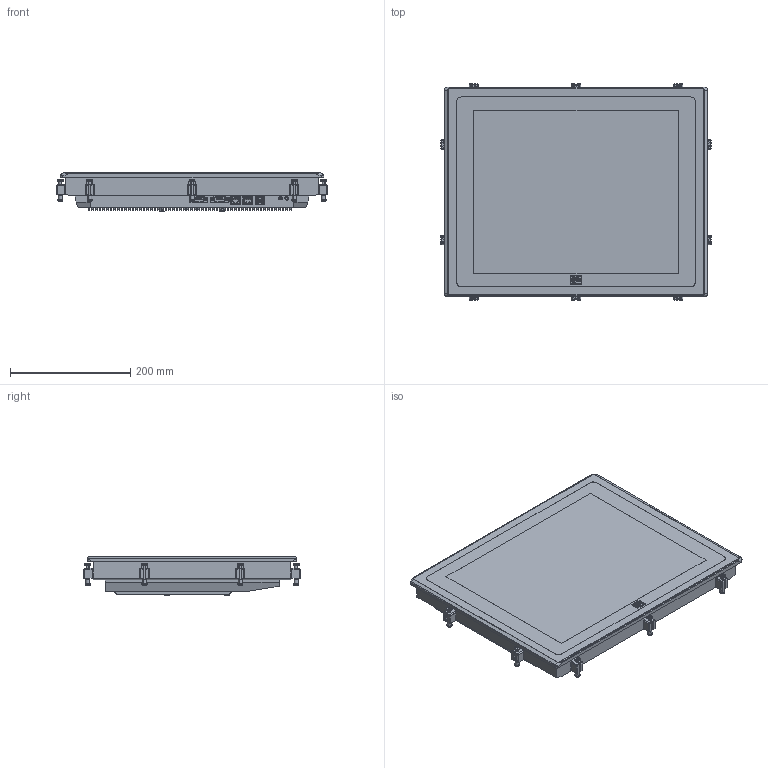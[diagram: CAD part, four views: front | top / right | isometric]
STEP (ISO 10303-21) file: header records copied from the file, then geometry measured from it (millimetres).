
FILE_DESCRIPTION (( 'STEP AP214' ), '1' );
FILE_NAME ('Show Touch 17.STEP', '2022-10-07T17:57:20', ( '' ), ( '' ), 'SwSTEP 2.0', 'SolidWorks 2021', '' );
FILE_SCHEMA (( 'AUTOMOTIVE_DESIGN' ));
Length unit declared in the file: inch
Products named in the file (9): connector_a-ds_09_ll_z; st17 mount; ST17 screw; d-sub standoff_91075A460; 653-009349.50; 230-104146.50; Show Touch 17; USB PCB MOUNT
Assembly tree (23 placements, depth 3):
  Show Touch 17
    230-104146.50
    connector_a-ds_09_ll_z  x2
    653-009349.50  x2
    d-sub standoff_91075A460  x4
    USB PCB MOUNT  x2
    st17 mount  x10
      st17 mount
      ST17 screw
Bounding box: 450.99 x 359.99 x 64.52 mm (x, y, z)
Volume: 7064997.2 mm3; surface area: 545522.5 mm2
Topology: 102 solids, 102 shells, 5437 faces, 13842 edges, 8748 vertices
Faces by surface type: plane 3543, cylinder 1477, bspline 241, cone 100, torus 76
Entity records: 101117 total; most frequent: CARTESIAN_POINT 19367, ORIENTED_EDGE 14086, DIRECTION 13001, EDGE_CURVE 7043, LINE 4987, VECTOR 4987, VERTEX_POINT 4545, AXIS2_PLACEMENT_3D 4007
